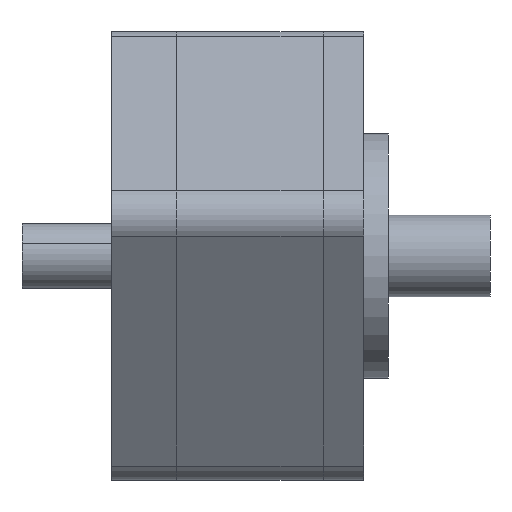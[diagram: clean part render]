
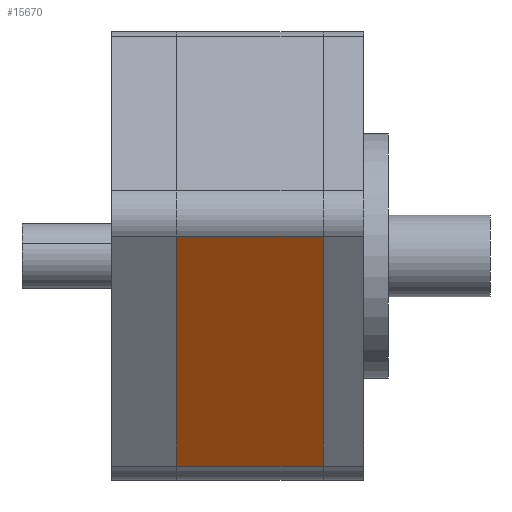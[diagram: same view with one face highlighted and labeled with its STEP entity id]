
A CAD part, left-side view. The second image highlights one B-rep face of the part: STEP entity #15670.
In plain terms, the highlighted face is planar.
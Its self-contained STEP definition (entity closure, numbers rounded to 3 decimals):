
#1048 = EDGE_LOOP ( 'NONE', ( #29337, #3865, #27273, #1264 ) ) ;
#1264 = ORIENTED_EDGE ( 'NONE', *, *, #20619, .T. ) ;
#1604 = FACE_OUTER_BOUND ( 'NONE', #1048, .T. ) ;
#2055 = CARTESIAN_POINT ( 'NONE',  ( -17., -21., 0. ) ) ;
#3865 = ORIENTED_EDGE ( 'NONE', *, *, #16529, .T. ) ;
#3978 = AXIS2_PLACEMENT_3D ( 'NONE', #34831, #29668, #4374 ) ;
#4031 = VECTOR ( 'NONE', #36175, 1000. ) ;
#4250 = VERTEX_POINT ( 'NONE', #34090 ) ;
#4374 = DIRECTION ( 'NONE',  ( 0., 0., -1. ) ) ;
#4555 = PLANE ( 'NONE',  #3978 ) ;
#4641 = LINE ( 'NONE', #16446, #4031 ) ;
#5290 = EDGE_CURVE ( 'NONE', #12208, #25564, #10654, .T. ) ;
#5777 = VECTOR ( 'NONE', #14326, 1000. ) ;
#6024 = CARTESIAN_POINT ( 'NONE',  ( 0., -21., 0. ) ) ;
#8836 = LINE ( 'NONE', #2055, #9409 ) ;
#9409 = VECTOR ( 'NONE', #27339, 1000. ) ;
#10654 = LINE ( 'NONE', #30599, #27305 ) ;
#12208 = VERTEX_POINT ( 'NONE', #13535 ) ;
#13535 = CARTESIAN_POINT ( 'NONE',  ( 17., -21., 18. ) ) ;
#14326 = DIRECTION ( 'NONE',  ( -1., 0., 0. ) ) ;
#15177 = VERTEX_POINT ( 'NONE', #33669 ) ;
#15670 = ADVANCED_FACE ( 'NONE', ( #1604 ), #4555, .T. ) ;
#15971 = EDGE_CURVE ( 'NONE', #4250, #15177, #23029, .T. ) ;
#16446 = CARTESIAN_POINT ( 'NONE',  ( 17., -21., 18. ) ) ;
#16529 = EDGE_CURVE ( 'NONE', #4250, #12208, #4641, .T. ) ;
#20531 = CARTESIAN_POINT ( 'NONE',  ( -17., -21., 18. ) ) ;
#20619 = EDGE_CURVE ( 'NONE', #25564, #15177, #8836, .T. ) ;
#23029 = LINE ( 'NONE', #6024, #5777 ) ;
#25564 = VERTEX_POINT ( 'NONE', #20531 ) ;
#27273 = ORIENTED_EDGE ( 'NONE', *, *, #5290, .T. ) ;
#27305 = VECTOR ( 'NONE', #33913, 1000. ) ;
#27339 = DIRECTION ( 'NONE',  ( 0., 0., -1. ) ) ;
#29337 = ORIENTED_EDGE ( 'NONE', *, *, #15971, .F. ) ;
#29668 = DIRECTION ( 'NONE',  ( 0., -1., 0. ) ) ;
#30599 = CARTESIAN_POINT ( 'NONE',  ( 0., -21., 18. ) ) ;
#33669 = CARTESIAN_POINT ( 'NONE',  ( -17., -21., 0. ) ) ;
#33913 = DIRECTION ( 'NONE',  ( -1., 0., 0. ) ) ;
#34090 = CARTESIAN_POINT ( 'NONE',  ( 17., -21., 0. ) ) ;
#34831 = CARTESIAN_POINT ( 'NONE',  ( 0., -21., 18. ) ) ;
#36175 = DIRECTION ( 'NONE',  ( 0., 0., 1. ) ) ;
